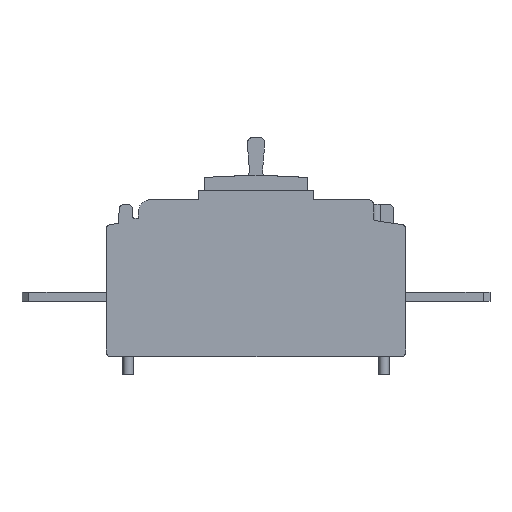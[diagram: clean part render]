
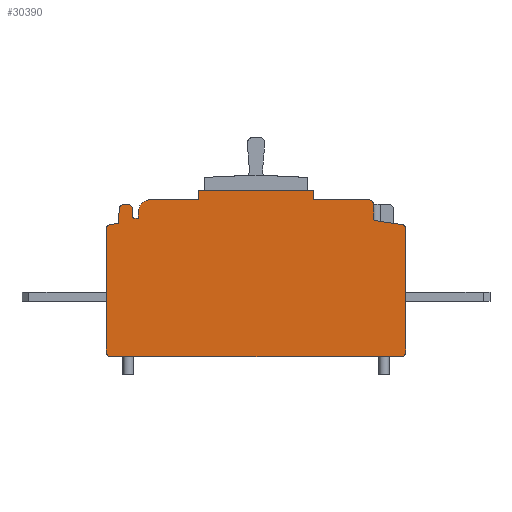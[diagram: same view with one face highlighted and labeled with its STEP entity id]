
A CAD part, left-side view. The second image highlights one B-rep face of the part: STEP entity #30390.
In plain terms, the highlighted planar face has unit normal (-1, 0, 0).
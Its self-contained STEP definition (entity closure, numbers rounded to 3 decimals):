
#4110=CARTESIAN_POINT('',(-105.,186.,-105.));
#4120=VERTEX_POINT('',#4110);
#4150=CARTESIAN_POINT('',(-105.,186.,0.));
#4160=DIRECTION('',(0.,0.,1.));
#4170=VECTOR('',#4160,1.);
#4180=LINE('',#4150,#4170);
#4190=CARTESIAN_POINT('',(-105.,186.,-108.));
#4200=VERTEX_POINT('',#4190);
#4210=EDGE_CURVE('',#4200,#4120,#4180,.T.);
#10560=CARTESIAN_POINT('',(-105.,200.,-112.706));
#10570=VERTEX_POINT('',#10560);
#10600=CARTESIAN_POINT('',(-105.,200.,0.));
#10610=DIRECTION('',(0.,0.,1.));
#10620=VECTOR('',#10610,1.);
#10630=LINE('',#10600,#10620);
#10640=CARTESIAN_POINT('',(-105.,200.,-166.));
#10650=VERTEX_POINT('',#10640);
#10660=EDGE_CURVE('',#10650,#10570,#10630,.T.);
#11250=CARTESIAN_POINT('',(-105.,198.,-168.));
#11260=VERTEX_POINT('',#11250);
#11290=CARTESIAN_POINT('',(-105.,0.,-168.));
#11300=DIRECTION('',(0.,1.,0.));
#11310=VECTOR('',#11300,1.);
#11320=LINE('',#11290,#11310);
#11330=CARTESIAN_POINT('',(-105.,72.,-168.));
#11340=VERTEX_POINT('',#11330);
#11350=EDGE_CURVE('',#11340,#11260,#11320,.T.);
#14460=CARTESIAN_POINT('',(-105.,86.,-100.));
#14470=VERTEX_POINT('',#14460);
#14500=CARTESIAN_POINT('',(-105.,0.,-100.));
#14510=DIRECTION('',(0.,-1.,0.));
#14520=VECTOR('',#14510,1.);
#14530=LINE('',#14500,#14520);
#14540=CARTESIAN_POINT('',(-105.,110.,-100.));
#14550=VERTEX_POINT('',#14540);
#14560=EDGE_CURVE('',#14550,#14470,#14530,.T.);
#14780=CARTESIAN_POINT('',(-105.,160.,-100.));
#14790=VERTEX_POINT('',#14780);
#14820=CARTESIAN_POINT('',(-105.,181.,-100.));
#14830=VERTEX_POINT('',#14820);
#14840=EDGE_CURVE('',#14830,#14790,#14530,.T.);
#15340=CARTESIAN_POINT('',(-105.,0.,-96.));
#15350=DIRECTION('',(0.,-1.,0.));
#15360=VECTOR('',#15350,1.);
#15370=LINE('',#15340,#15360);
#15380=CARTESIAN_POINT('',(-105.,159.6,-96.));
#15390=VERTEX_POINT('',#15380);
#15400=CARTESIAN_POINT('',(-105.,110.4,-96.));
#15410=VERTEX_POINT('',#15400);
#15420=EDGE_CURVE('',#15390,#15410,#15370,.T.);
#22610=CARTESIAN_POINT('',(-105.,110.,0.));
#22620=DIRECTION('',(0.,0.,-1.));
#22630=VECTOR('',#22620,1.);
#22640=LINE('',#22610,#22630);
#22650=CARTESIAN_POINT('',(-105.,110.,-96.4));
#22660=VERTEX_POINT('',#22650);
#22670=EDGE_CURVE('',#22660,#14550,#22640,.T.);
#22850=CARTESIAN_POINT('',(-105.,110.4,-96.4));
#22860=DIRECTION('',(1.,0.,0.));
#22870=DIRECTION('',(0.,-1.,0.));
#22880=AXIS2_PLACEMENT_3D('',#22850,#22860,#22870);
#22890=CIRCLE('',#22880,0.4);
#22900=EDGE_CURVE('',#15410,#22660,#22890,.T.);
#23010=CARTESIAN_POINT('',(-105.,159.6,-96.4));
#23020=DIRECTION('',(-1.,0.,0.));
#23030=DIRECTION('',(0.,1.,0.));
#23040=AXIS2_PLACEMENT_3D('',#23010,#23020,#23030);
#23050=CIRCLE('',#23040,0.4);
#23060=CARTESIAN_POINT('',(-105.,160.,-96.4));
#23070=VERTEX_POINT('',#23060);
#23080=EDGE_CURVE('',#15390,#23070,#23050,.T.);
#23280=CARTESIAN_POINT('',(-105.,160.,0.));
#23290=DIRECTION('',(0.,0.,1.));
#23300=VECTOR('',#23290,1.);
#23310=LINE('',#23280,#23300);
#23320=EDGE_CURVE('',#14790,#23070,#23310,.T.);
#23590=CARTESIAN_POINT('',(-105.,84.,-102.));
#23600=VERTEX_POINT('',#23590);
#23630=CARTESIAN_POINT('',(-105.,86.,-102.));
#23640=DIRECTION('',(1.,0.,0.));
#23650=DIRECTION('',(0.,0.,-1.));
#23660=AXIS2_PLACEMENT_3D('',#23630,#23640,#23650);
#23670=CIRCLE('',#23660,2.);
#23680=EDGE_CURVE('',#14470,#23600,#23670,.T.);
#27710=CARTESIAN_POINT('',(-105.,70.,-166.));
#27720=VERTEX_POINT('',#27710);
#27750=CARTESIAN_POINT('',(-105.,70.,0.));
#27760=DIRECTION('',(0.,0.,-1.));
#27770=VECTOR('',#27760,1.);
#27780=LINE('',#27750,#27770);
#27790=CARTESIAN_POINT('',(-105.,70.,-112.706));
#27800=VERTEX_POINT('',#27790);
#27810=EDGE_CURVE('',#27800,#27720,#27780,.T.);
#28840=CARTESIAN_POINT('',(-105.,180.818,0.));
#28850=DIRECTION('',(1.,-0.,0.));
#28860=DIRECTION('',(0.,0.,-1.));
#28870=AXIS2_PLACEMENT_3D('',#28840,#28850,#28860);
#28880=PLANE('',#28870);
#28890=ORIENTED_EDGE('',*,*,#23080,.T.);
#28900=ORIENTED_EDGE('',*,*,#15420,.F.);
#28910=ORIENTED_EDGE('',*,*,#22900,.F.);
#28920=ORIENTED_EDGE('',*,*,#22670,.F.);
#28930=ORIENTED_EDGE('',*,*,#14560,.F.);
#28940=ORIENTED_EDGE('',*,*,#23680,.F.);
#28950=CARTESIAN_POINT('',(-105.,84.992,0.));
#28960=DIRECTION('',(0.,-0.01,-1.));
#28970=VECTOR('',#28960,1.);
#28980=LINE('',#28950,#28970);
#28990=CARTESIAN_POINT('',(-105.,83.937,-108.48));
#29000=VERTEX_POINT('',#28990);
#29010=EDGE_CURVE('',#23600,#29000,#28980,.T.);
#29020=ORIENTED_EDGE('',*,*,#29010,.F.);
#29030=CARTESIAN_POINT('',(-105.,83.437,-108.475));
#29040=DIRECTION('',(-1.,0.,0.));
#29050=DIRECTION('',(0.,1.,0.));
#29060=AXIS2_PLACEMENT_3D('',#29030,#29040,#29050);
#29070=CIRCLE('',#29060,0.5);
#29080=CARTESIAN_POINT('',(-105.,83.511,-108.97));
#29090=VERTEX_POINT('',#29080);
#29100=EDGE_CURVE('',#29000,#29090,#29070,.T.);
#29110=ORIENTED_EDGE('',*,*,#29100,.F.);
#29120=CARTESIAN_POINT('',(-105.,0.,-121.405));
#29130=DIRECTION('',(0.,-0.989,-0.147));
#29140=VECTOR('',#29130,1.);
#29150=LINE('',#29120,#29140);
#29160=CARTESIAN_POINT('',(-105.,71.722,-110.725));
#29170=VERTEX_POINT('',#29160);
#29180=EDGE_CURVE('',#29090,#29170,#29150,.T.);
#29190=ORIENTED_EDGE('',*,*,#29180,.F.);
#29200=CARTESIAN_POINT('',(-105.,72.,-112.706));
#29210=DIRECTION('',(1.,0.,0.));
#29220=DIRECTION('',(0.,0.,-1.));
#29230=AXIS2_PLACEMENT_3D('',#29200,#29210,#29220);
#29240=CIRCLE('',#29230,2.);
#29250=EDGE_CURVE('',#29170,#27800,#29240,.T.);
#29260=ORIENTED_EDGE('',*,*,#29250,.F.);
#29270=ORIENTED_EDGE('',*,*,#27810,.F.);
#29280=CARTESIAN_POINT('',(-105.,72.,-166.));
#29290=DIRECTION('',(1.,0.,0.));
#29300=DIRECTION('',(0.,0.,-1.));
#29310=AXIS2_PLACEMENT_3D('',#29280,#29290,#29300);
#29320=CIRCLE('',#29310,2.);
#29330=EDGE_CURVE('',#27720,#11340,#29320,.T.);
#29340=ORIENTED_EDGE('',*,*,#29330,.F.);
#29350=ORIENTED_EDGE('',*,*,#11350,.F.);
#29360=CARTESIAN_POINT('',(-105.,198.,-166.));
#29370=DIRECTION('',(1.,0.,0.));
#29380=DIRECTION('',(0.,0.,-1.));
#29390=AXIS2_PLACEMENT_3D('',#29360,#29370,#29380);
#29400=CIRCLE('',#29390,2.);
#29410=EDGE_CURVE('',#11260,#10650,#29400,.T.);
#29420=ORIENTED_EDGE('',*,*,#29410,.F.);
#29430=ORIENTED_EDGE('',*,*,#10660,.F.);
#29440=CARTESIAN_POINT('',(-105.,198.,-112.706));
#29450=DIRECTION('',(1.,0.,0.));
#29460=DIRECTION('',(0.,0.,-1.));
#29470=AXIS2_PLACEMENT_3D('',#29440,#29450,#29460);
#29480=CIRCLE('',#29470,2.);
#29490=CARTESIAN_POINT('',(-105.,198.278,-110.725));
#29500=VERTEX_POINT('',#29490);
#29510=EDGE_CURVE('',#10570,#29500,#29480,.T.);
#29520=ORIENTED_EDGE('',*,*,#29510,.F.);
#29530=CARTESIAN_POINT('',(-105.,0.,-83.131));
#29540=DIRECTION('',(0.,-0.99,0.138));
#29550=VECTOR('',#29540,1.);
#29560=LINE('',#29530,#29550);
#29570=CARTESIAN_POINT('',(-105.,194.93,-110.259));
#29580=VERTEX_POINT('',#29570);
#29590=EDGE_CURVE('',#29500,#29580,#29560,.T.);
#29600=ORIENTED_EDGE('',*,*,#29590,.F.);
#29610=CARTESIAN_POINT('',(-105.,195.,-109.764));
#29620=DIRECTION('',(1.,0.,0.));
#29630=DIRECTION('',(0.,0.,-1.));
#29640=AXIS2_PLACEMENT_3D('',#29610,#29620,#29630);
#29650=CIRCLE('',#29640,0.5);
#29660=CARTESIAN_POINT('',(-105.,194.5,-109.773));
#29670=VERTEX_POINT('',#29660);
#29680=EDGE_CURVE('',#29670,#29580,#29650,.T.);
#29690=ORIENTED_EDGE('',*,*,#29680,.T.);
#29700=CARTESIAN_POINT('',(-105.,192.584,0.));
#29710=DIRECTION('',(0.,-0.017,1.));
#29720=VECTOR('',#29710,1.);
#29730=LINE('',#29700,#29720);
#29740=CARTESIAN_POINT('',(-105.,194.399,-103.965));
#29750=VERTEX_POINT('',#29740);
#29760=EDGE_CURVE('',#29670,#29750,#29730,.T.);
#29770=ORIENTED_EDGE('',*,*,#29760,.F.);
#29780=CARTESIAN_POINT('',(-105.,192.399,-104.));
#29790=DIRECTION('',(1.,0.,0.));
#29800=DIRECTION('',(0.,0.,-1.));
#29810=AXIS2_PLACEMENT_3D('',#29780,#29790,#29800);
#29820=CIRCLE('',#29810,2.);
#29830=CARTESIAN_POINT('',(-105.,192.399,-102.));
#29840=VERTEX_POINT('',#29830);
#29850=EDGE_CURVE('',#29750,#29840,#29820,.T.);
#29860=ORIENTED_EDGE('',*,*,#29850,.F.);
#29870=CARTESIAN_POINT('',(-105.,0.,-102.));
#29880=DIRECTION('',(0.,-1.,0.));
#29890=VECTOR('',#29880,1.);
#29900=LINE('',#29870,#29890);
#29910=CARTESIAN_POINT('',(-105.,190.553,-102.));
#29920=VERTEX_POINT('',#29910);
#29930=EDGE_CURVE('',#29840,#29920,#29900,.T.);
#29940=ORIENTED_EDGE('',*,*,#29930,.F.);
#29950=CARTESIAN_POINT('',(-105.,190.553,-104.));
#29960=DIRECTION('',(1.,0.,0.));
#29970=DIRECTION('',(0.,0.,-1.));
#29980=AXIS2_PLACEMENT_3D('',#29950,#29960,#29970);
#29990=CIRCLE('',#29980,2.);
#30000=CARTESIAN_POINT('',(-105.,188.553,-103.965));
#30010=VERTEX_POINT('',#30000);
#30020=EDGE_CURVE('',#29920,#30010,#29990,.T.);
#30030=ORIENTED_EDGE('',*,*,#30020,.F.);
#30040=CARTESIAN_POINT('',(-105.,190.368,0.));
#30050=DIRECTION('',(0.,-0.017,-1.));
#30060=VECTOR('',#30050,1.);
#30070=LINE('',#30040,#30060);
#30080=CARTESIAN_POINT('',(-105.,188.5,-107.017));
#30090=VERTEX_POINT('',#30080);
#30100=EDGE_CURVE('',#30010,#30090,#30070,.T.);
#30110=ORIENTED_EDGE('',*,*,#30100,.F.);
#30120=CARTESIAN_POINT('',(-105.,187.5,-107.));
#30130=DIRECTION('',(1.,0.,0.));
#30140=DIRECTION('',(0.,0.,-1.));
#30150=AXIS2_PLACEMENT_3D('',#30120,#30130,#30140);
#30160=CIRCLE('',#30150,1.);
#30170=CARTESIAN_POINT('',(-105.,187.5,-108.));
#30180=VERTEX_POINT('',#30170);
#30190=EDGE_CURVE('',#30180,#30090,#30160,.T.);
#30200=ORIENTED_EDGE('',*,*,#30190,.T.);
#30210=CARTESIAN_POINT('',(-105.,0.,-108.));
#30220=DIRECTION('',(0.,-1.,0.));
#30230=VECTOR('',#30220,1.);
#30240=LINE('',#30210,#30230);
#30250=EDGE_CURVE('',#30180,#4200,#30240,.T.);
#30260=ORIENTED_EDGE('',*,*,#30250,.F.);
#30270=ORIENTED_EDGE('',*,*,#4210,.F.);
#30280=CARTESIAN_POINT('',(-105.,181.,-105.));
#30290=DIRECTION('',(1.,0.,0.));
#30300=DIRECTION('',(0.,0.,-1.));
#30310=AXIS2_PLACEMENT_3D('',#30280,#30290,#30300);
#30320=CIRCLE('',#30310,5.);
#30330=EDGE_CURVE('',#4120,#14830,#30320,.T.);
#30340=ORIENTED_EDGE('',*,*,#30330,.F.);
#30350=ORIENTED_EDGE('',*,*,#14840,.F.);
#30360=ORIENTED_EDGE('',*,*,#23320,.F.);
#30370=EDGE_LOOP('',(#30360,#30350,#30340,#30270,#30260,#30200,#30110,
#30030,#29940,#29860,#29770,#29690,#29600,#29520,#29430,#29420,#29350,
#29340,#29270,#29260,#29190,#29110,#29020,#28940,#28930,#28920,#28910,
#28900,#28890));
#30380=FACE_OUTER_BOUND('',#30370,.T.);
#30390=ADVANCED_FACE('',(#30380),#28880,.F.);
